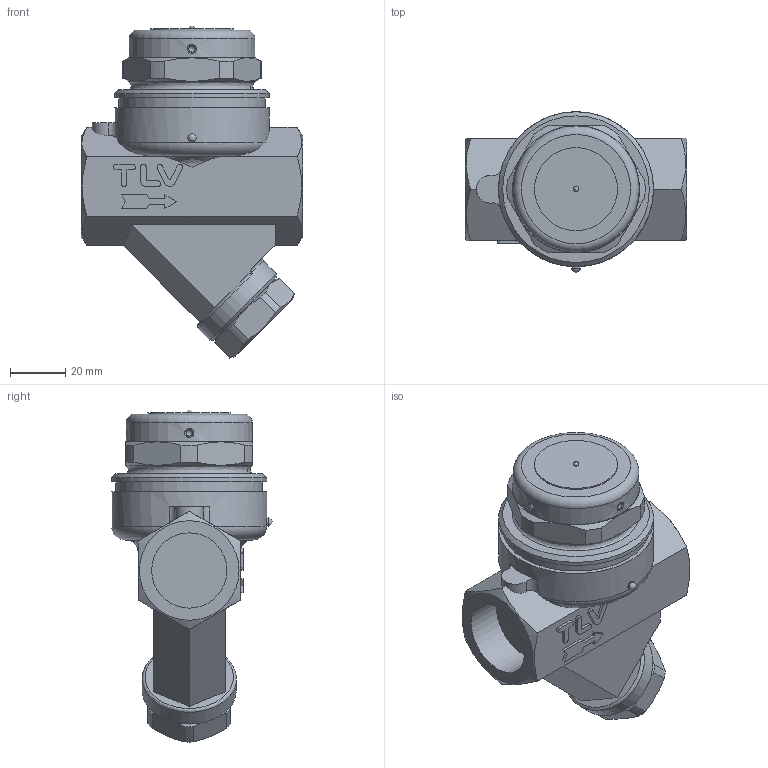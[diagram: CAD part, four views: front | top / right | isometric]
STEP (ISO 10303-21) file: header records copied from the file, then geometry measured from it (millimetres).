
FILE_DESCRIPTION((''),'2;1');
FILE_NAME('p46rm-020-sw000-00.stp','2011-03-03T14:25:59',('nakaot'),(''),'Autodesk Inventor 2008','Autodesk Inventor 2008','');
FILE_SCHEMA(('AUTOMOTIVE_DESIGN { 1 0 10303 214 1 1 1 1 }'));
Length unit declared in the file: millimetre
Products named in the file (1): p46rm-020-sw000-00
Bounding box: 80 x 57.99 x 119.99 mm (x, y, z)
Volume: 199526.4 mm3; surface area: 27656.6 mm2
Topology: 2 solids, 2 shells, 145 faces, 365 edges, 236 vertices
Faces by surface type: plane 72, cylinder 33, cone 18, bspline 12, sphere 6, torus 4
Full cylindrical faces by diameter (mm): 3 x1, 30 x1, 34 x1, 45.5 x1, 53 x1, 56 x2
Entity records: 6278 total; most frequent: CARTESIAN_POINT 3047, ORIENTED_EDGE 670, DIRECTION 643, EDGE_CURVE 335, AXIS2_PLACEMENT_3D 246, VERTEX_POINT 226, EDGE_LOOP 179, VECTOR 151
